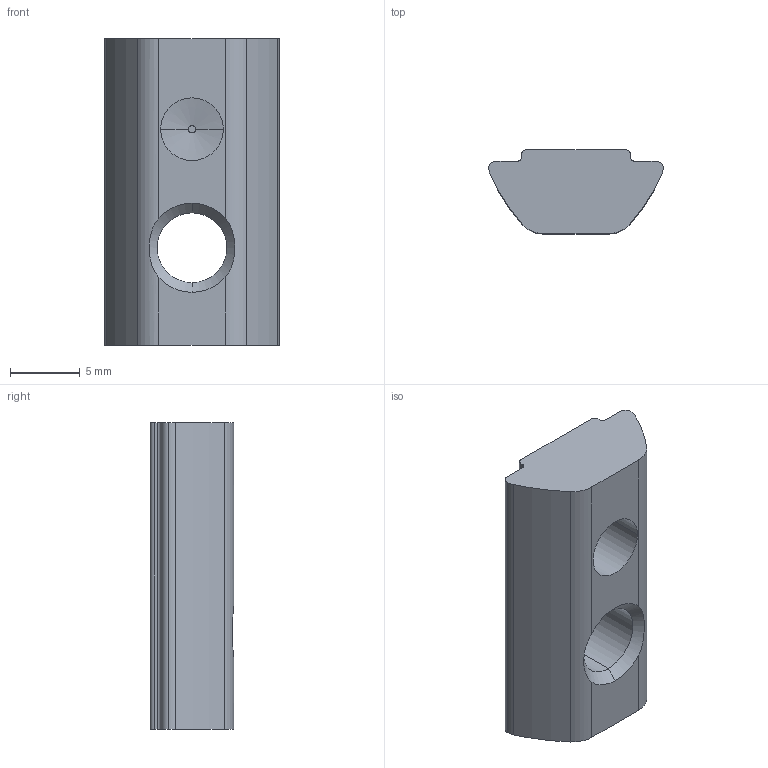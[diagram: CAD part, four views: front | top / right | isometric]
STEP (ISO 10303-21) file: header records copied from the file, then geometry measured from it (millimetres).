
FILE_DESCRIPTION (( 'STEP AP214' ), '1' );
FILE_NAME ('096406.STEP', '2014-08-18T08:24:53', ( '' ), ( '' ), 'SwSTEP 2.0', 'SolidWorks 2014', '' );
FILE_SCHEMA (( 'AUTOMOTIVE_DESIGN' ));
Length unit declared in the file: millimetre
Products named in the file (1): 096406
Bounding box: 12.5 x 6 x 22 mm (x, y, z)
Volume: 1088.2 mm3; surface area: 939.3 mm2
Topology: 1 solids, 1 shells, 32 faces, 84 edges, 54 vertices
Faces by surface type: cylinder 16, plane 10, cone 6
Entity records: 1086 total; most frequent: CARTESIAN_POINT 201, DIRECTION 188, ORIENTED_EDGE 168, EDGE_CURVE 84, AXIS2_PLACEMENT_3D 73, VERTEX_POINT 54, VECTOR 42, LINE 42
